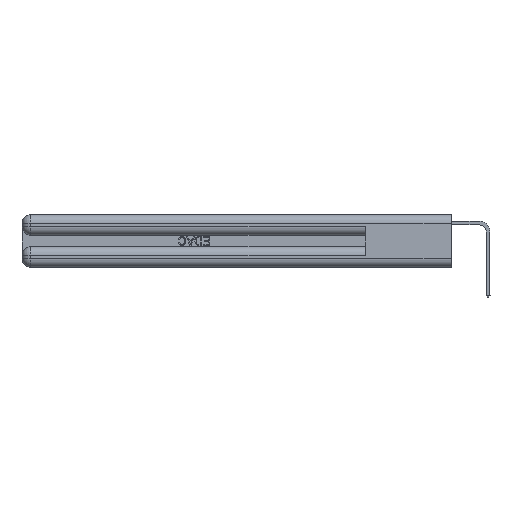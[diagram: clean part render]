
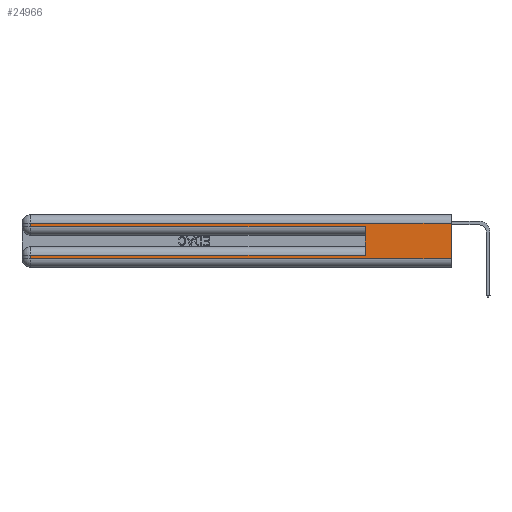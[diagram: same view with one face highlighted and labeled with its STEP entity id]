
A CAD part, left-side view. The second image highlights one B-rep face of the part: STEP entity #24966.
In plain terms, the highlighted planar face has unit normal (-1, 0, 0).
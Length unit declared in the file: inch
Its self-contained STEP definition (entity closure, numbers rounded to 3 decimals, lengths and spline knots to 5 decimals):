
#410 = VERTEX_POINT ( 'NONE', #16267 ) ;
#1254 = VERTEX_POINT ( 'NONE', #15666 ) ;
#2181 = DIRECTION ( 'NONE',  ( 0., -1., 0. ) ) ;
#2235 = VECTOR ( 'NONE', #22194, 39.37008 ) ;
#2326 = CARTESIAN_POINT ( 'NONE',  ( 0., 0., 0.285 ) ) ;
#2716 = CARTESIAN_POINT ( 'NONE',  ( 0., 0., 0.31 ) ) ;
#2846 = VERTEX_POINT ( 'NONE', #12978 ) ;
#3574 = EDGE_CURVE ( 'NONE', #2846, #19066, #10189, .T. ) ;
#3625 = DIRECTION ( 'NONE',  ( 0., 0., -1. ) ) ;
#3646 = DIRECTION ( 'NONE',  ( 0., 0., -1. ) ) ;
#3653 = EDGE_CURVE ( 'NONE', #1254, #410, #7337, .T. ) ;
#3684 = ORIENTED_EDGE ( 'NONE', *, *, #30381, .T. ) ;
#3704 = DIRECTION ( 'NONE',  ( 0., 1., 0. ) ) ;
#4342 = DIRECTION ( 'NONE',  ( 0., 0., 1. ) ) ;
#4895 = VECTOR ( 'NONE', #3625, 39.37008 ) ;
#5028 = DIRECTION ( 'NONE',  ( 0., 0., -1. ) ) ;
#5197 = VERTEX_POINT ( 'NONE', #8909 ) ;
#5529 = VECTOR ( 'NONE', #16955, 39.37008 ) ;
#6092 = LINE ( 'NONE', #25849, #30684 ) ;
#6567 = VECTOR ( 'NONE', #4342, 39.37008 ) ;
#7139 = EDGE_CURVE ( 'NONE', #5197, #2846, #15351, .T. ) ;
#7337 = LINE ( 'NONE', #9861, #7807 ) ;
#7391 = CARTESIAN_POINT ( 'NONE',  ( 0., 0., 0.37 ) ) ;
#7807 = VECTOR ( 'NONE', #19485, 39.37008 ) ;
#8909 = CARTESIAN_POINT ( 'NONE',  ( 0., 2.94, 0.085 ) ) ;
#9073 = VERTEX_POINT ( 'NONE', #11829 ) ;
#9600 = CARTESIAN_POINT ( 'NONE',  ( 0., 0.6, 0.085 ) ) ;
#9620 = LINE ( 'NONE', #7391, #19518 ) ;
#9861 = CARTESIAN_POINT ( 'NONE',  ( 0., 2.94, 0.37 ) ) ;
#10007 = LINE ( 'NONE', #2716, #5529 ) ;
#10189 = LINE ( 'NONE', #26960, #2235 ) ;
#10360 = VERTEX_POINT ( 'NONE', #9600 ) ;
#10937 = FACE_OUTER_BOUND ( 'NONE', #12973, .T. ) ;
#11003 = AXIS2_PLACEMENT_3D ( 'NONE', #26223, #14220, #3646 ) ;
#11380 = ORIENTED_EDGE ( 'NONE', *, *, #15416, .F. ) ;
#11622 = ORIENTED_EDGE ( 'NONE', *, *, #3653, .T. ) ;
#11829 = CARTESIAN_POINT ( 'NONE',  ( 0., 0.6, 0.285 ) ) ;
#12973 = EDGE_LOOP ( 'NONE', ( #11380, #3684, #11622, #20375, #14198, #30844, #30876, #31195 ) ) ;
#12978 = CARTESIAN_POINT ( 'NONE',  ( 0., 2.94, 0.06 ) ) ;
#13718 = LINE ( 'NONE', #28097, #6567 ) ;
#14198 = ORIENTED_EDGE ( 'NONE', *, *, #19877, .F. ) ;
#14220 = DIRECTION ( 'NONE',  ( 1., 0., 0. ) ) ;
#14535 = LINE ( 'NONE', #2326, #28156 ) ;
#15351 = LINE ( 'NONE', #28007, #4895 ) ;
#15416 = EDGE_CURVE ( 'NONE', #24874, #19066, #9620, .T. ) ;
#15666 = CARTESIAN_POINT ( 'NONE',  ( 0., 2.94, 0.31 ) ) ;
#15846 = EDGE_CURVE ( 'NONE', #10360, #5197, #6092, .T. ) ;
#16267 = CARTESIAN_POINT ( 'NONE',  ( 0., 2.94, 0.285 ) ) ;
#16296 = CARTESIAN_POINT ( 'NONE',  ( 0., 0., 0.06 ) ) ;
#16955 = DIRECTION ( 'NONE',  ( 0., 1., 0. ) ) ;
#18918 = CARTESIAN_POINT ( 'NONE',  ( 0., 0., 0.31 ) ) ;
#19066 = VERTEX_POINT ( 'NONE', #16296 ) ;
#19485 = DIRECTION ( 'NONE',  ( 0., 0., -1. ) ) ;
#19518 = VECTOR ( 'NONE', #5028, 39.37008 ) ;
#19877 = EDGE_CURVE ( 'NONE', #10360, #9073, #13718, .T. ) ;
#20375 = ORIENTED_EDGE ( 'NONE', *, *, #27904, .T. ) ;
#21454 = PLANE ( 'NONE',  #11003 ) ;
#22194 = DIRECTION ( 'NONE',  ( 0., -1., 0. ) ) ;
#24874 = VERTEX_POINT ( 'NONE', #18918 ) ;
#24966 = ADVANCED_FACE ( 'NONE', ( #10937 ), #21454, .F. ) ;
#25849 = CARTESIAN_POINT ( 'NONE',  ( 0., 0., 0.085 ) ) ;
#26223 = CARTESIAN_POINT ( 'NONE',  ( 0., 0., 0.37 ) ) ;
#26960 = CARTESIAN_POINT ( 'NONE',  ( 0., 0., 0.06 ) ) ;
#27904 = EDGE_CURVE ( 'NONE', #410, #9073, #14535, .T. ) ;
#28007 = CARTESIAN_POINT ( 'NONE',  ( 0., 2.94, 0.37 ) ) ;
#28097 = CARTESIAN_POINT ( 'NONE',  ( 0., 0.6, 0.145 ) ) ;
#28156 = VECTOR ( 'NONE', #2181, 39.37008 ) ;
#30381 = EDGE_CURVE ( 'NONE', #24874, #1254, #10007, .T. ) ;
#30684 = VECTOR ( 'NONE', #3704, 39.37008 ) ;
#30844 = ORIENTED_EDGE ( 'NONE', *, *, #15846, .T. ) ;
#30876 = ORIENTED_EDGE ( 'NONE', *, *, #7139, .T. ) ;
#31195 = ORIENTED_EDGE ( 'NONE', *, *, #3574, .T. ) ;
